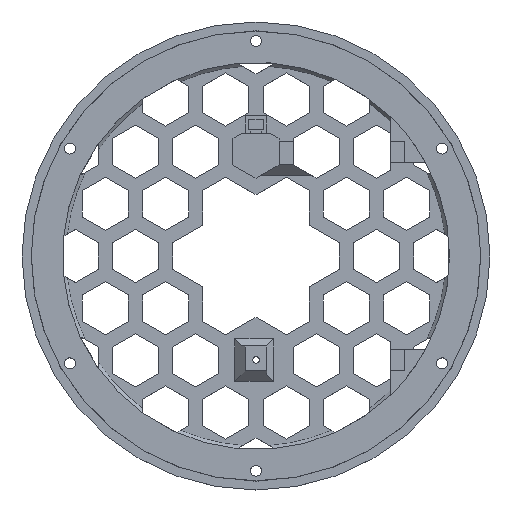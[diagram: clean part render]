
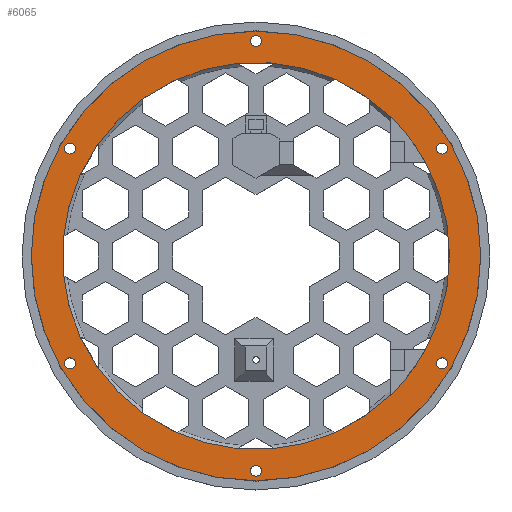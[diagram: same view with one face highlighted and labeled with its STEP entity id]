
A CAD part, top view. The second image highlights one B-rep face of the part: STEP entity #6065.
In plain terms, the highlighted planar face has unit normal (0, 0, 1).
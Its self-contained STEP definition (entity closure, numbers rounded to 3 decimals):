
#86=FACE_BOUND('',#875,.T.);
#87=FACE_BOUND('',#876,.T.);
#88=FACE_BOUND('',#877,.T.);
#89=FACE_BOUND('',#878,.T.);
#90=FACE_BOUND('',#879,.T.);
#91=FACE_BOUND('',#880,.T.);
#92=FACE_BOUND('',#881,.T.);
#151=CIRCLE('',#6110,54.6);
#152=CIRCLE('',#6111,54.6);
#153=CIRCLE('',#6115,54.6);
#154=CIRCLE('',#6116,54.6);
#175=CIRCLE('',#6141,54.6);
#176=CIRCLE('',#6143,54.6);
#239=CIRCLE('',#6450,63.4);
#240=CIRCLE('',#6451,63.4);
#248=CIRCLE('',#6460,1.55);
#249=CIRCLE('',#6461,1.55);
#250=CIRCLE('',#6462,1.55);
#251=CIRCLE('',#6463,1.55);
#252=CIRCLE('',#6464,1.55);
#253=CIRCLE('',#6465,1.55);
#254=CIRCLE('',#6466,1.55);
#255=CIRCLE('',#6467,1.55);
#256=CIRCLE('',#6468,1.55);
#257=CIRCLE('',#6469,1.55);
#258=CIRCLE('',#6470,1.55);
#259=CIRCLE('',#6471,1.55);
#528=FACE_OUTER_BOUND('',#874,.T.);
#874=EDGE_LOOP('',(#5484,#5485));
#875=EDGE_LOOP('',(#5486,#5487));
#876=EDGE_LOOP('',(#5488,#5489));
#877=EDGE_LOOP('',(#5490,#5491));
#878=EDGE_LOOP('',(#5492,#5493));
#879=EDGE_LOOP('',(#5494,#5495));
#880=EDGE_LOOP('',(#5496,#5497));
#881=EDGE_LOOP('',(#5498,#5499,#5500,#5501,#5502,#5503));
#2380=VERTEX_POINT('',#8049);
#2399=VERTEX_POINT('',#8094);
#2400=VERTEX_POINT('',#8098);
#2401=VERTEX_POINT('',#8101);
#2404=VERTEX_POINT('',#8112);
#2405=VERTEX_POINT('',#8118);
#2922=VERTEX_POINT('',#9712);
#2923=VERTEX_POINT('',#9713);
#2925=VERTEX_POINT('',#9726);
#2926=VERTEX_POINT('',#9727);
#2927=VERTEX_POINT('',#9730);
#2928=VERTEX_POINT('',#9731);
#2929=VERTEX_POINT('',#9734);
#2930=VERTEX_POINT('',#9735);
#2931=VERTEX_POINT('',#9738);
#2932=VERTEX_POINT('',#9739);
#2933=VERTEX_POINT('',#9742);
#2934=VERTEX_POINT('',#9743);
#2935=VERTEX_POINT('',#9746);
#2936=VERTEX_POINT('',#9747);
#2988=EDGE_CURVE('',#2400,#2380,#151,.F.);
#2991=EDGE_CURVE('',#2380,#2401,#152,.F.);
#2998=EDGE_CURVE('',#2404,#2399,#153,.F.);
#3000=EDGE_CURVE('',#2405,#2404,#154,.F.);
#3053=EDGE_CURVE('',#2401,#2405,#175,.F.);
#3055=EDGE_CURVE('',#2399,#2400,#176,.F.);
#3780=EDGE_CURVE('',#2922,#2923,#239,.T.);
#3781=EDGE_CURVE('',#2923,#2922,#240,.T.);
#3790=EDGE_CURVE('',#2925,#2926,#248,.T.);
#3791=EDGE_CURVE('',#2926,#2925,#249,.T.);
#3792=EDGE_CURVE('',#2927,#2928,#250,.T.);
#3793=EDGE_CURVE('',#2928,#2927,#251,.T.);
#3794=EDGE_CURVE('',#2929,#2930,#252,.T.);
#3795=EDGE_CURVE('',#2930,#2929,#253,.T.);
#3796=EDGE_CURVE('',#2931,#2932,#254,.T.);
#3797=EDGE_CURVE('',#2932,#2931,#255,.T.);
#3798=EDGE_CURVE('',#2933,#2934,#256,.T.);
#3799=EDGE_CURVE('',#2934,#2933,#257,.T.);
#3800=EDGE_CURVE('',#2935,#2936,#258,.T.);
#3801=EDGE_CURVE('',#2936,#2935,#259,.T.);
#5484=ORIENTED_EDGE('',*,*,#3780,.T.);
#5485=ORIENTED_EDGE('',*,*,#3781,.T.);
#5486=ORIENTED_EDGE('',*,*,#3790,.T.);
#5487=ORIENTED_EDGE('',*,*,#3791,.T.);
#5488=ORIENTED_EDGE('',*,*,#3792,.T.);
#5489=ORIENTED_EDGE('',*,*,#3793,.T.);
#5490=ORIENTED_EDGE('',*,*,#3794,.T.);
#5491=ORIENTED_EDGE('',*,*,#3795,.T.);
#5492=ORIENTED_EDGE('',*,*,#3796,.T.);
#5493=ORIENTED_EDGE('',*,*,#3797,.T.);
#5494=ORIENTED_EDGE('',*,*,#3798,.T.);
#5495=ORIENTED_EDGE('',*,*,#3799,.T.);
#5496=ORIENTED_EDGE('',*,*,#3800,.T.);
#5497=ORIENTED_EDGE('',*,*,#3801,.T.);
#5498=ORIENTED_EDGE('',*,*,#3055,.T.);
#5499=ORIENTED_EDGE('',*,*,#2988,.T.);
#5500=ORIENTED_EDGE('',*,*,#2991,.T.);
#5501=ORIENTED_EDGE('',*,*,#3053,.T.);
#5502=ORIENTED_EDGE('',*,*,#3000,.T.);
#5503=ORIENTED_EDGE('',*,*,#2998,.T.);
#5797=PLANE('',#6459);
#6065=ADVANCED_FACE('',(#528,#86,#87,#88,#89,#90,#91,#92),#5797,.T.);
#6110=AXIS2_PLACEMENT_3D('',#8099,#6563,#6564);
#6111=AXIS2_PLACEMENT_3D('',#8103,#6567,#6568);
#6115=AXIS2_PLACEMENT_3D('',#8116,#6581,#6582);
#6116=AXIS2_PLACEMENT_3D('',#8119,#6584,#6585);
#6141=AXIS2_PLACEMENT_3D('',#8227,#6664,#6665);
#6143=AXIS2_PLACEMENT_3D('',#8231,#6669,#6670);
#6450=AXIS2_PLACEMENT_3D('',#9714,#7923,#7924);
#6451=AXIS2_PLACEMENT_3D('',#9715,#7925,#7926);
#6459=AXIS2_PLACEMENT_3D('',#9725,#7942,#7943);
#6460=AXIS2_PLACEMENT_3D('',#9728,#7944,#7945);
#6461=AXIS2_PLACEMENT_3D('',#9729,#7946,#7947);
#6462=AXIS2_PLACEMENT_3D('',#9732,#7948,#7949);
#6463=AXIS2_PLACEMENT_3D('',#9733,#7950,#7951);
#6464=AXIS2_PLACEMENT_3D('',#9736,#7952,#7953);
#6465=AXIS2_PLACEMENT_3D('',#9737,#7954,#7955);
#6466=AXIS2_PLACEMENT_3D('',#9740,#7956,#7957);
#6467=AXIS2_PLACEMENT_3D('',#9741,#7958,#7959);
#6468=AXIS2_PLACEMENT_3D('',#9744,#7960,#7961);
#6469=AXIS2_PLACEMENT_3D('',#9745,#7962,#7963);
#6470=AXIS2_PLACEMENT_3D('',#9748,#7964,#7965);
#6471=AXIS2_PLACEMENT_3D('',#9749,#7966,#7967);
#6563=DIRECTION('center_axis',(0.,0.,1.));
#6564=DIRECTION('ref_axis',(-1.,0.,0.));
#6567=DIRECTION('center_axis',(0.,0.,1.));
#6568=DIRECTION('ref_axis',(-1.,0.,0.));
#6581=DIRECTION('center_axis',(0.,0.,1.));
#6582=DIRECTION('ref_axis',(-1.,0.,0.));
#6584=DIRECTION('center_axis',(0.,0.,1.));
#6585=DIRECTION('ref_axis',(-1.,0.,0.));
#6664=DIRECTION('center_axis',(0.,0.,1.));
#6665=DIRECTION('ref_axis',(-1.,0.,0.));
#6669=DIRECTION('center_axis',(0.,0.,1.));
#6670=DIRECTION('ref_axis',(-1.,0.,0.));
#7923=DIRECTION('center_axis',(0.,0.,1.));
#7924=DIRECTION('ref_axis',(1.,0.,0.));
#7925=DIRECTION('center_axis',(0.,0.,1.));
#7926=DIRECTION('ref_axis',(1.,0.,0.));
#7942=DIRECTION('center_axis',(0.,0.,1.));
#7943=DIRECTION('ref_axis',(1.,0.,0.));
#7944=DIRECTION('center_axis',(0.,0.,-1.));
#7945=DIRECTION('ref_axis',(-1.,0.,0.));
#7946=DIRECTION('center_axis',(0.,0.,-1.));
#7947=DIRECTION('ref_axis',(-1.,0.,0.));
#7948=DIRECTION('center_axis',(0.,0.,-1.));
#7949=DIRECTION('ref_axis',(-1.,0.,0.));
#7950=DIRECTION('center_axis',(0.,0.,-1.));
#7951=DIRECTION('ref_axis',(-1.,0.,0.));
#7952=DIRECTION('center_axis',(0.,0.,-1.));
#7953=DIRECTION('ref_axis',(-1.,0.,0.));
#7954=DIRECTION('center_axis',(0.,0.,-1.));
#7955=DIRECTION('ref_axis',(-1.,0.,0.));
#7956=DIRECTION('center_axis',(0.,0.,-1.));
#7957=DIRECTION('ref_axis',(-1.,0.,0.));
#7958=DIRECTION('center_axis',(0.,0.,-1.));
#7959=DIRECTION('ref_axis',(-1.,0.,0.));
#7960=DIRECTION('center_axis',(0.,0.,-1.));
#7961=DIRECTION('ref_axis',(-1.,0.,0.));
#7962=DIRECTION('center_axis',(0.,0.,-1.));
#7963=DIRECTION('ref_axis',(-1.,0.,0.));
#7964=DIRECTION('center_axis',(0.,0.,-1.));
#7965=DIRECTION('ref_axis',(-1.,0.,0.));
#7966=DIRECTION('center_axis',(0.,0.,-1.));
#7967=DIRECTION('ref_axis',(-1.,0.,0.));
#8049=CARTESIAN_POINT('',(43.959,-32.385,6.));
#8094=CARTESIAN_POINT('',(47.802,26.385,6.));
#8098=CARTESIAN_POINT('',(47.802,-26.385,6.));
#8099=CARTESIAN_POINT('Origin',(0.,0.,6.));
#8101=CARTESIAN_POINT('',(37.959,-39.247,6.));
#8103=CARTESIAN_POINT('Origin',(0.,0.,6.));
#8112=CARTESIAN_POINT('',(43.959,32.385,6.));
#8116=CARTESIAN_POINT('Origin',(0.,0.,6.));
#8118=CARTESIAN_POINT('',(37.959,39.247,6.));
#8119=CARTESIAN_POINT('Origin',(0.,0.,6.));
#8227=CARTESIAN_POINT('Origin',(0.,0.,6.));
#8231=CARTESIAN_POINT('Origin',(0.,0.,6.));
#9712=CARTESIAN_POINT('',(63.4,0.,6.));
#9713=CARTESIAN_POINT('',(-63.4,0.,6.));
#9714=CARTESIAN_POINT('Origin',(0.,0.,6.));
#9715=CARTESIAN_POINT('Origin',(0.,0.,6.));
#9725=CARTESIAN_POINT('Origin',(0.,0.,6.));
#9726=CARTESIAN_POINT('',(1.55,-60.6,6.));
#9727=CARTESIAN_POINT('',(-1.55,-60.6,6.));
#9728=CARTESIAN_POINT('Origin',(0.,-60.6,6.));
#9729=CARTESIAN_POINT('Origin',(0.,-60.6,6.));
#9730=CARTESIAN_POINT('',(1.55,60.6,6.));
#9731=CARTESIAN_POINT('',(-1.55,60.6,6.));
#9732=CARTESIAN_POINT('Origin',(0.,60.6,6.));
#9733=CARTESIAN_POINT('Origin',(0.,60.6,6.));
#9734=CARTESIAN_POINT('',(54.031,-30.3,6.));
#9735=CARTESIAN_POINT('',(50.931,-30.3,6.));
#9736=CARTESIAN_POINT('Origin',(52.481,-30.3,6.));
#9737=CARTESIAN_POINT('Origin',(52.481,-30.3,6.));
#9738=CARTESIAN_POINT('',(-50.931,-30.3,6.));
#9739=CARTESIAN_POINT('',(-54.031,-30.3,6.));
#9740=CARTESIAN_POINT('Origin',(-52.481,-30.3,6.));
#9741=CARTESIAN_POINT('Origin',(-52.481,-30.3,6.));
#9742=CARTESIAN_POINT('',(-50.931,30.3,6.));
#9743=CARTESIAN_POINT('',(-54.031,30.3,6.));
#9744=CARTESIAN_POINT('Origin',(-52.481,30.3,6.));
#9745=CARTESIAN_POINT('Origin',(-52.481,30.3,6.));
#9746=CARTESIAN_POINT('',(54.031,30.3,6.));
#9747=CARTESIAN_POINT('',(50.931,30.3,6.));
#9748=CARTESIAN_POINT('Origin',(52.481,30.3,6.));
#9749=CARTESIAN_POINT('Origin',(52.481,30.3,6.));
